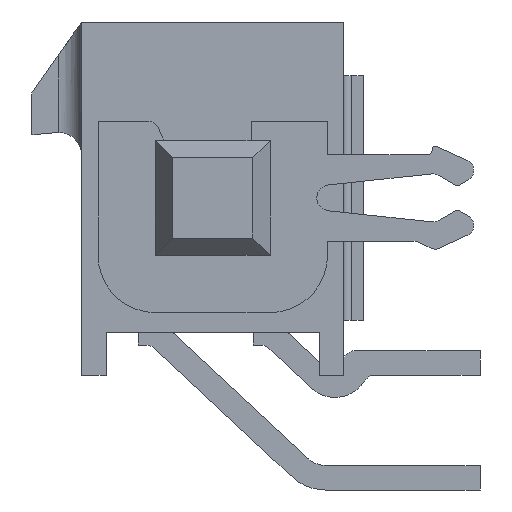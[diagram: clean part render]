
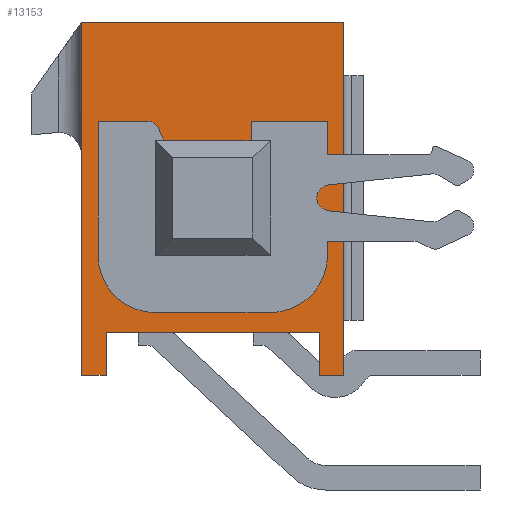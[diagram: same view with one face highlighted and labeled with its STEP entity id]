
A CAD part, left-side view. The second image highlights one B-rep face of the part: STEP entity #13153.
In plain terms, the highlighted planar face has unit normal (-1, 0, 0).
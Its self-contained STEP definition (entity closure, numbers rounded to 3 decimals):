
#806=FACE_BOUND('',#1576,.T.);
#872=FACE_OUTER_BOUND('',#1575,.T.);
#1575=EDGE_LOOP('',(#8789,#8790,#8791,#8792,#8793,#8794,#8795,#8796));
#1576=EDGE_LOOP('',(#8797,#8798,#8799,#8800));
#2344=LINE('',#18354,#3993);
#2345=LINE('',#18356,#3994);
#2346=LINE('',#18358,#3995);
#2347=LINE('',#18360,#3996);
#2348=LINE('',#18362,#3997);
#2349=LINE('',#18364,#3998);
#2350=LINE('',#18366,#3999);
#2351=LINE('',#18367,#4000);
#2352=LINE('',#18370,#4001);
#2353=LINE('',#18372,#4002);
#2354=LINE('',#18374,#4003);
#2355=LINE('',#18375,#4004);
#3993=VECTOR('',#14821,0.64);
#3994=VECTOR('',#14822,1.13);
#3995=VECTOR('',#14823,5.58);
#3996=VECTOR('',#14824,1.13);
#3997=VECTOR('',#14825,0.64);
#3998=VECTOR('',#14826,9.24);
#3999=VECTOR('',#14827,6.86);
#4000=VECTOR('',#14828,9.24);
#4001=VECTOR('',#14829,2.);
#4002=VECTOR('',#14830,2.);
#4003=VECTOR('',#14831,2.);
#4004=VECTOR('',#14832,2.);
#5642=VERTEX_POINT('',#18352);
#5643=VERTEX_POINT('',#18353);
#5644=VERTEX_POINT('',#18355);
#5645=VERTEX_POINT('',#18357);
#5646=VERTEX_POINT('',#18359);
#5647=VERTEX_POINT('',#18361);
#5648=VERTEX_POINT('',#18363);
#5649=VERTEX_POINT('',#18365);
#5650=VERTEX_POINT('',#18368);
#5651=VERTEX_POINT('',#18369);
#5652=VERTEX_POINT('',#18371);
#5653=VERTEX_POINT('',#18373);
#6898=EDGE_CURVE('',#5642,#5643,#2344,.T.);
#6899=EDGE_CURVE('',#5644,#5642,#2345,.T.);
#6900=EDGE_CURVE('',#5645,#5644,#2346,.T.);
#6901=EDGE_CURVE('',#5646,#5645,#2347,.T.);
#6902=EDGE_CURVE('',#5647,#5646,#2348,.T.);
#6903=EDGE_CURVE('',#5648,#5647,#2349,.T.);
#6904=EDGE_CURVE('',#5649,#5648,#2350,.T.);
#6905=EDGE_CURVE('',#5643,#5649,#2351,.T.);
#6906=EDGE_CURVE('',#5650,#5651,#2352,.T.);
#6907=EDGE_CURVE('',#5652,#5651,#2353,.T.);
#6908=EDGE_CURVE('',#5653,#5652,#2354,.T.);
#6909=EDGE_CURVE('',#5653,#5650,#2355,.T.);
#8789=ORIENTED_EDGE('',*,*,#6898,.F.);
#8790=ORIENTED_EDGE('',*,*,#6899,.F.);
#8791=ORIENTED_EDGE('',*,*,#6900,.F.);
#8792=ORIENTED_EDGE('',*,*,#6901,.F.);
#8793=ORIENTED_EDGE('',*,*,#6902,.F.);
#8794=ORIENTED_EDGE('',*,*,#6903,.F.);
#8795=ORIENTED_EDGE('',*,*,#6904,.F.);
#8796=ORIENTED_EDGE('',*,*,#6905,.F.);
#8797=ORIENTED_EDGE('',*,*,#6906,.T.);
#8798=ORIENTED_EDGE('',*,*,#6907,.F.);
#8799=ORIENTED_EDGE('',*,*,#6908,.F.);
#8800=ORIENTED_EDGE('',*,*,#6909,.T.);
#12571=PLANE('',#13876);
#13153=ADVANCED_FACE('',(#872,#806),#12571,.F.);
#13876=AXIS2_PLACEMENT_3D('',#18351,#14819,#14820);
#14819=DIRECTION('center_axis',(1.,0.,0.));
#14820=DIRECTION('ref_axis',(0.,1.,0.));
#14821=DIRECTION('',(0.,1.,0.));
#14822=DIRECTION('',(0.,0.,-1.));
#14823=DIRECTION('',(0.,1.,0.));
#14824=DIRECTION('',(0.,0.,1.));
#14825=DIRECTION('',(0.,1.,0.));
#14826=DIRECTION('',(0.,0.,-1.));
#14827=DIRECTION('',(0.,-1.,0.));
#14828=DIRECTION('',(0.,0.,1.));
#14829=DIRECTION('',(0.,1.,0.));
#14830=DIRECTION('',(0.,0.,-1.));
#14831=DIRECTION('',(0.,1.,0.));
#14832=DIRECTION('',(0.,0.,-1.));
#18351=CARTESIAN_POINT('Origin',(-15.43,0.,0.));
#18352=CARTESIAN_POINT('',(-15.43,2.79,-9.24));
#18353=CARTESIAN_POINT('',(-15.43,3.43,-9.24));
#18354=CARTESIAN_POINT('',(-15.43,2.79,-9.24));
#18355=CARTESIAN_POINT('',(-15.43,2.79,-8.11));
#18356=CARTESIAN_POINT('',(-15.43,2.79,-8.11));
#18357=CARTESIAN_POINT('',(-15.43,-2.79,-8.11));
#18358=CARTESIAN_POINT('',(-15.43,-2.79,-8.11));
#18359=CARTESIAN_POINT('',(-15.43,-2.79,-9.24));
#18360=CARTESIAN_POINT('',(-15.43,-2.79,-9.24));
#18361=CARTESIAN_POINT('',(-15.43,-3.43,-9.24));
#18362=CARTESIAN_POINT('',(-15.43,-3.43,-9.24));
#18363=CARTESIAN_POINT('',(-15.43,-3.43,0.));
#18364=CARTESIAN_POINT('',(-15.43,-3.43,0.));
#18365=CARTESIAN_POINT('',(-15.43,3.43,0.));
#18366=CARTESIAN_POINT('',(-15.43,3.43,0.));
#18367=CARTESIAN_POINT('',(-15.43,3.43,-9.24));
#18368=CARTESIAN_POINT('',(-15.43,-1.,-5.6));
#18369=CARTESIAN_POINT('',(-15.43,1.,-5.6));
#18370=CARTESIAN_POINT('',(-15.43,-1.,-5.6));
#18371=CARTESIAN_POINT('',(-15.43,1.,-3.6));
#18372=CARTESIAN_POINT('',(-15.43,1.,-3.6));
#18373=CARTESIAN_POINT('',(-15.43,-1.,-3.6));
#18374=CARTESIAN_POINT('',(-15.43,-1.,-3.6));
#18375=CARTESIAN_POINT('',(-15.43,-1.,-3.6));
